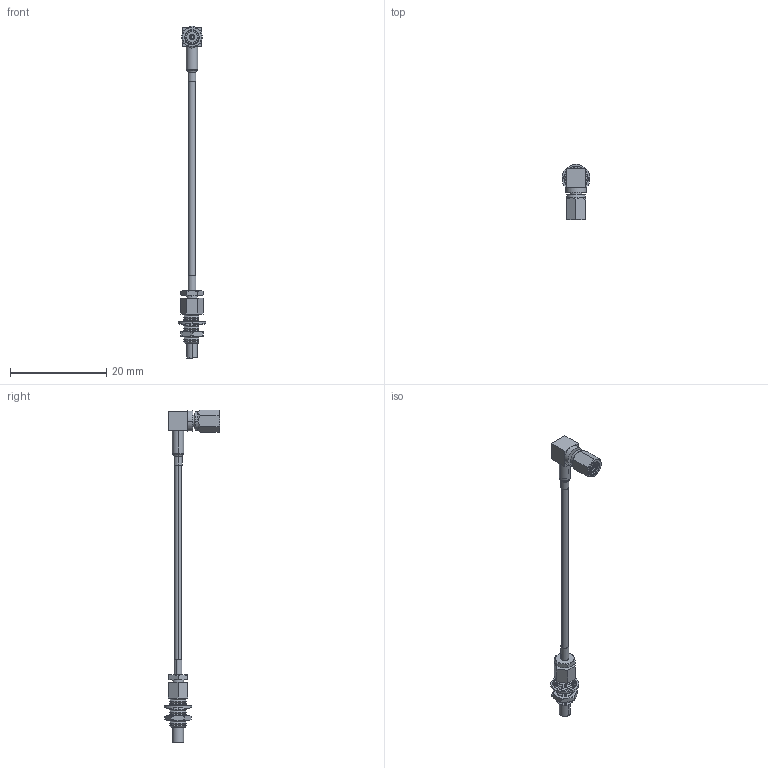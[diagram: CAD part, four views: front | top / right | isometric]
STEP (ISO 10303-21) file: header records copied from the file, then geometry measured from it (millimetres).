
FILE_DESCRIPTION (( 'STEP AP214' ), '1' );
FILE_NAME ('FMCA9986_3D.step', '2024-01-19T19:35:52', ( '' ), ( '' ), 'SwSTEP 2.0', 'SolidWorks 2022', '' );
FILE_SCHEMA (( 'AUTOMOTIVE_DESIGN' ));
Length unit declared in the file: inch
Products named in the file (9): Copy of Heatshrink_047_long_240177^FMCA9986; Copy of PE45371-MA5^Copy of PE45371_EDITED_FMCA9986_默认; FMCA9986_3D; Copy of PE45371_EDITED^FMCA9986_默认; Copy of PE45371-MA1^Copy of PE45371_EDITED_FMCA9986_默认; Copy of PE45371-MA4^Copy of PE45371_EDITED_FMCA9986; Copy (2) of Heatshrink_047_thin_240177^FMCA9986; Copy of PE45385／FMCN1270(Ticket #1332)^FMCA9986_默认; Copy of PE-P047 Cable New^FMCA9986
Assembly tree (8 placements, depth 3):
  FMCA9986_3D
    Copy of PE-P047 Cable New^FMCA9986
    Copy of PE45371_EDITED^FMCA9986_默认
      Copy of PE45371-MA1^Copy of PE45371_EDITED_FMCA9986_默认
      Copy of PE45371-MA5^Copy of PE45371_EDITED_FMCA9986_默认
      Copy of PE45371-MA4^Copy of PE45371_EDITED_FMCA9986
    Copy (2) of Heatshrink_047_thin_240177^FMCA9986
    Copy of PE45385／FMCN1270(Ticket #1332)^FMCA9986_默认
    Copy of Heatshrink_047_long_240177^FMCA9986
Bounding box: 5.8 x 11.61 x 69.04 mm (x, y, z)
Volume: 369.9 mm3; surface area: 1023.7 mm2
Topology: 7 solids, 7 shells, 387 faces, 935 edges, 574 vertices
Faces by surface type: plane 177, cone 109, cylinder 90, torus 6, bspline 3, sphere 2
Entity records: 12433 total; most frequent: CARTESIAN_POINT 3067, ORIENTED_EDGE 1862, DIRECTION 1851, EDGE_CURVE 931, AXIS2_PLACEMENT_3D 674, VERTEX_POINT 572, VECTOR 503, LINE 503
